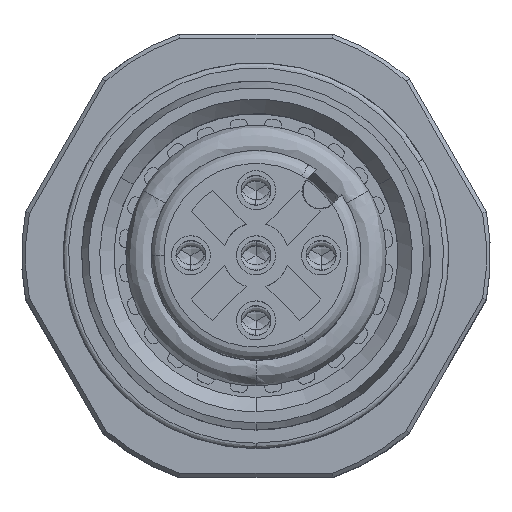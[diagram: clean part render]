
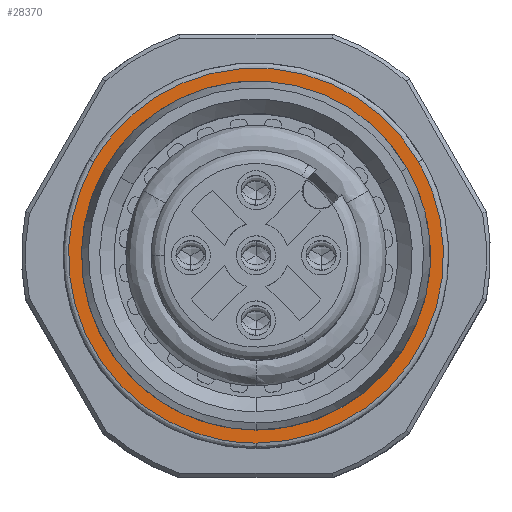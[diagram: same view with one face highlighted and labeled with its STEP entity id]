
A CAD part, top view. The second image highlights one B-rep face of the part: STEP entity #28370.
In plain terms, the highlighted planar face has unit normal (0, 0, 1).
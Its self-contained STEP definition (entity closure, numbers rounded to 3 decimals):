
#28301=AXIS2_PLACEMENT_3D('Plane Axis2P3D',#28298,#28299,#28300) ;
#28150=CARTESIAN_POINT('Vertex',(2.765,12.1,34.55)) ;
#28157=CARTESIAN_POINT('Vertex',(9.,1.3,34.55)) ;
#28161=CARTESIAN_POINT('Control Point',(2.765,12.1,34.55)) ;
#28162=CARTESIAN_POINT('Control Point',(-3.471,1.3,34.55)) ;
#28163=CARTESIAN_POINT('Control Point',(9.,1.3,34.55)) ;
#28183=CARTESIAN_POINT('Control Point',(15.235,12.1,34.55)) ;
#28184=CARTESIAN_POINT('Control Point',(9.,22.9,34.55)) ;
#28185=CARTESIAN_POINT('Control Point',(2.765,12.1,34.55)) ;
#28186=CARTESIAN_POINT('Vertex',(15.235,12.1,34.55)) ;
#28212=CARTESIAN_POINT('Control Point',(9.,1.3,34.55)) ;
#28213=CARTESIAN_POINT('Control Point',(21.471,1.3,34.55)) ;
#28214=CARTESIAN_POINT('Control Point',(15.235,12.1,34.55)) ;
#28298=CARTESIAN_POINT('Axis2P3D Location',(16.92,16.42,34.55)) ;
#28309=CARTESIAN_POINT('Control Point',(9.,1.8,34.55)) ;
#28310=CARTESIAN_POINT('Control Point',(8.324,1.8,34.55)) ;
#28311=CARTESIAN_POINT('Control Point',(7.608,1.885,34.55)) ;
#28312=CARTESIAN_POINT('Control Point',(6.871,2.076,34.55)) ;
#28313=CARTESIAN_POINT('Control Point',(5.368,2.718,34.55)) ;
#28314=CARTESIAN_POINT('Control Point',(4.058,3.845,34.55)) ;
#28315=CARTESIAN_POINT('Control Point',(3.477,4.547,34.55)) ;
#28316=CARTESIAN_POINT('Control Point',(2.561,6.156,34.55)) ;
#28317=CARTESIAN_POINT('Control Point',(2.229,7.943,34.55)) ;
#28318=CARTESIAN_POINT('Control Point',(2.224,8.848,34.55)) ;
#28319=CARTESIAN_POINT('Control Point',(2.41,10.029,34.55)) ;
#28320=CARTESIAN_POINT('Control Point',(2.799,11.065,34.55)) ;
#28321=CARTESIAN_POINT('Control Point',(2.921,11.341,34.55)) ;
#28322=CARTESIAN_POINT('Control Point',(3.055,11.602,34.55)) ;
#28323=CARTESIAN_POINT('Control Point',(3.198,11.85,34.55)) ;
#28324=CARTESIAN_POINT('Vertex',(9.,1.8,34.55)) ;
#28326=CARTESIAN_POINT('Vertex',(3.198,11.85,34.55)) ;
#28330=CARTESIAN_POINT('Control Point',(3.198,11.85,34.55)) ;
#28331=CARTESIAN_POINT('Control Point',(3.536,12.436,34.55)) ;
#28332=CARTESIAN_POINT('Control Point',(3.967,13.013,34.55)) ;
#28333=CARTESIAN_POINT('Control Point',(4.501,13.556,34.55)) ;
#28334=CARTESIAN_POINT('Control Point',(5.808,14.537,34.55)) ;
#28335=CARTESIAN_POINT('Control Point',(7.439,15.107,34.55)) ;
#28336=CARTESIAN_POINT('Control Point',(8.338,15.26,34.55)) ;
#28337=CARTESIAN_POINT('Control Point',(10.19,15.249,34.55)) ;
#28338=CARTESIAN_POINT('Control Point',(11.903,14.642,34.55)) ;
#28339=CARTESIAN_POINT('Control Point',(12.689,14.194,34.55)) ;
#28340=CARTESIAN_POINT('Control Point',(13.619,13.442,34.55)) ;
#28341=CARTESIAN_POINT('Control Point',(14.322,12.587,34.55)) ;
#28342=CARTESIAN_POINT('Control Point',(14.5,12.344,34.55)) ;
#28343=CARTESIAN_POINT('Control Point',(14.659,12.098,34.55)) ;
#28344=CARTESIAN_POINT('Control Point',(14.802,11.85,34.55)) ;
#28345=CARTESIAN_POINT('Vertex',(14.802,11.85,34.55)) ;
#28349=CARTESIAN_POINT('Control Point',(14.802,11.85,34.55)) ;
#28350=CARTESIAN_POINT('Control Point',(15.141,11.264,34.55)) ;
#28351=CARTESIAN_POINT('Control Point',(15.424,10.602,34.55)) ;
#28352=CARTESIAN_POINT('Control Point',(15.628,9.868,34.55)) ;
#28353=CARTESIAN_POINT('Control Point',(15.824,8.246,34.55)) ;
#28354=CARTESIAN_POINT('Control Point',(15.502,6.548,34.55)) ;
#28355=CARTESIAN_POINT('Control Point',(15.185,5.693,34.55)) ;
#28356=CARTESIAN_POINT('Control Point',(14.25,4.095,34.55)) ;
#28357=CARTESIAN_POINT('Control Point',(12.867,2.915,34.55)) ;
#28358=CARTESIAN_POINT('Control Point',(12.087,2.458,34.55)) ;
#28359=CARTESIAN_POINT('Control Point',(10.971,2.028,34.55)) ;
#28360=CARTESIAN_POINT('Control Point',(9.879,1.847,34.55)) ;
#28361=CARTESIAN_POINT('Control Point',(9.579,1.815,34.55)) ;
#28362=CARTESIAN_POINT('Control Point',(9.286,1.8,34.55)) ;
#28363=CARTESIAN_POINT('Control Point',(9.,1.8,34.55)) ;
#28299=DIRECTION('Axis2P3D Direction',(0.,0.,1.)) ;
#28300=DIRECTION('Axis2P3D XDirection',(-1.,0.,0.)) ;
#28304=ORIENTED_EDGE('',*,*,#28215,.T.) ;
#28305=ORIENTED_EDGE('',*,*,#28188,.T.) ;
#28306=ORIENTED_EDGE('',*,*,#28164,.T.) ;
#28366=ORIENTED_EDGE('',*,*,#28328,.T.) ;
#28367=ORIENTED_EDGE('',*,*,#28347,.T.) ;
#28368=ORIENTED_EDGE('',*,*,#28364,.T.) ;
#28369=FACE_BOUND('',#28365,.T.) ;
#28370=ADVANCED_FACE('5001411.1\\instance id 18\\instance id 22\\R2',(#28307,#28369),#28302,.T.) ;
#28308=B_SPLINE_CURVE_WITH_KNOTS('',5,(#28309,#28310,#28311,#28312,#28313,#28314,#28315,#28316,#28317,#28318,#28319,#28320,#28321,#28322,#28323),.UNSPECIFIED.,.F.,.U.,(6,3,3,3,6),(0.,7.561,15.617,23.951,27.149),.UNSPECIFIED.) ;
#28329=B_SPLINE_CURVE_WITH_KNOTS('',5,(#28330,#28331,#28332,#28333,#28334,#28335,#28336,#28337,#28338,#28339,#28340,#28341,#28342,#28343,#28344),.UNSPECIFIED.,.F.,.U.,(6,3,3,3,6),(0.,7.561,15.617,23.951,27.149),.UNSPECIFIED.) ;
#28348=B_SPLINE_CURVE_WITH_KNOTS('',5,(#28349,#28350,#28351,#28352,#28353,#28354,#28355,#28356,#28357,#28358,#28359,#28360,#28361,#28362,#28363),.UNSPECIFIED.,.F.,.U.,(6,3,3,3,6),(0.,7.561,15.617,23.951,27.149),.UNSPECIFIED.) ;
#28164=EDGE_CURVE('',#28151,#28158,#28160,.T.) ;
#28188=EDGE_CURVE('',#28187,#28151,#28182,.T.) ;
#28215=EDGE_CURVE('',#28158,#28187,#28211,.T.) ;
#28328=EDGE_CURVE('',#28325,#28327,#28308,.T.) ;
#28347=EDGE_CURVE('',#28327,#28346,#28329,.T.) ;
#28364=EDGE_CURVE('',#28346,#28325,#28348,.T.) ;
#28303=EDGE_LOOP('',(#28304,#28305,#28306)) ;
#28365=EDGE_LOOP('',(#28366,#28367,#28368)) ;
#28307=FACE_OUTER_BOUND('',#28303,.T.) ;
#28302=PLANE('',#28301) ;
#28151=VERTEX_POINT('',#28150) ;
#28158=VERTEX_POINT('',#28157) ;
#28187=VERTEX_POINT('',#28186) ;
#28325=VERTEX_POINT('',#28324) ;
#28327=VERTEX_POINT('',#28326) ;
#28346=VERTEX_POINT('',#28345) ;
#28160=(BOUNDED_CURVE()B_SPLINE_CURVE(2,(#28161,#28162,#28163),.UNSPECIFIED.,.F.,.U.)B_SPLINE_CURVE_WITH_KNOTS((3,3),(50.807,76.21),.UNSPECIFIED.)CURVE()GEOMETRIC_REPRESENTATION_ITEM()RATIONAL_B_SPLINE_CURVE((1.,0.5,1.))REPRESENTATION_ITEM('')) ;
#28182=(BOUNDED_CURVE()B_SPLINE_CURVE(2,(#28183,#28184,#28185),.UNSPECIFIED.,.F.,.U.)B_SPLINE_CURVE_WITH_KNOTS((3,3),(25.403,50.807),.UNSPECIFIED.)CURVE()GEOMETRIC_REPRESENTATION_ITEM()RATIONAL_B_SPLINE_CURVE((1.,0.5,1.))REPRESENTATION_ITEM('')) ;
#28211=(BOUNDED_CURVE()B_SPLINE_CURVE(2,(#28212,#28213,#28214),.UNSPECIFIED.,.F.,.U.)B_SPLINE_CURVE_WITH_KNOTS((3,3),(0.,25.403),.UNSPECIFIED.)CURVE()GEOMETRIC_REPRESENTATION_ITEM()RATIONAL_B_SPLINE_CURVE((1.,0.5,1.))REPRESENTATION_ITEM('')) ;
